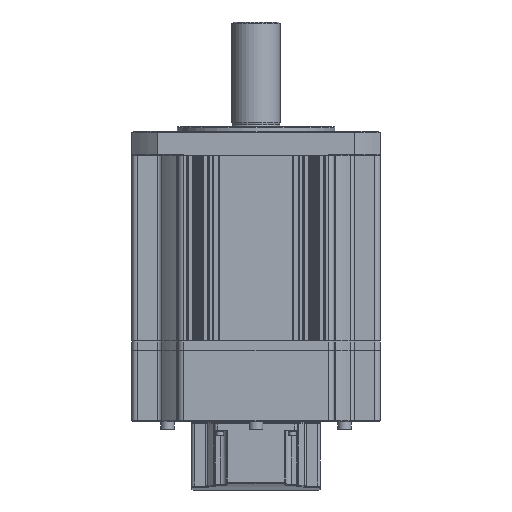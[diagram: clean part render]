
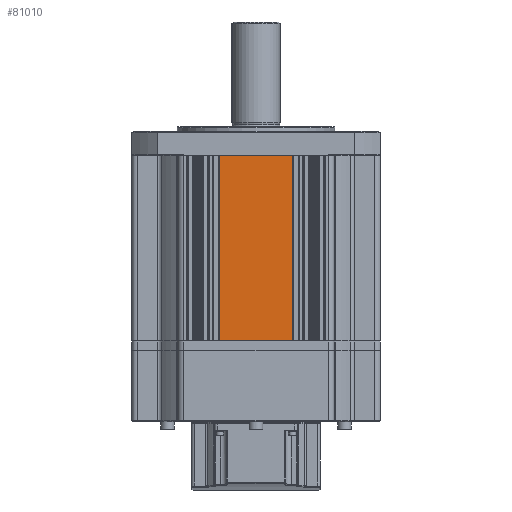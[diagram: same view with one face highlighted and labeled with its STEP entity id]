
A CAD part, front view. The second image highlights one B-rep face of the part: STEP entity #81010.
In plain terms, the highlighted planar face has unit normal (0, -1, 0).
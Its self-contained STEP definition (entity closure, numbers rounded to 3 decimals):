
#42887 = FACE_OUTER_BOUND ( 'NONE', #50731, .T. ) ;
#42957 = DIRECTION ( 'NONE',  ( -1., 0., 0. ) ) ;
#43000 = CARTESIAN_POINT ( 'NONE',  ( 26.5, -90., 0. ) ) ;
#43014 = DIRECTION ( 'NONE',  ( 0., 1., 0. ) ) ;
#43029 = PLANE ( 'NONE',  #71383 ) ;
#50731 = EDGE_LOOP ( 'NONE', ( #106730, #106722, #106697, #106678 ) ) ;
#52387 = VECTOR ( 'NONE', #54944, 1000. ) ;
#54943 = LINE ( 'NONE', #54964, #52387 ) ;
#54944 = DIRECTION ( 'NONE',  ( 1., 0., 0. ) ) ;
#54964 = CARTESIAN_POINT ( 'NONE',  ( 0., -90., 0. ) ) ;
#71383 = AXIS2_PLACEMENT_3D ( 'NONE', #43000, #43014, #42957 ) ;
#77098 = EDGE_CURVE ( 'NONE', #112363, #111703, #115891, .T. ) ;
#77104 = EDGE_CURVE ( 'NONE', #111703, #112727, #115819, .T. ) ;
#77126 = EDGE_CURVE ( 'NONE', #112355, #112727, #115965, .T. ) ;
#81010 = ADVANCED_FACE ( 'NONE', ( #42887 ), #43029, .F. ) ;
#82573 = CARTESIAN_POINT ( 'NONE',  ( 26.5, -90., 0. ) ) ;
#82603 = CARTESIAN_POINT ( 'NONE',  ( -26.5, -90., 0. ) ) ;
#83435 = CARTESIAN_POINT ( 'NONE',  ( 26.5, -90., -134. ) ) ;
#95196 = VECTOR ( 'NONE', #115978, 1000. ) ;
#95203 = VECTOR ( 'NONE', #115825, 1000. ) ;
#95212 = VECTOR ( 'NONE', #115808, 1000. ) ;
#99403 = CARTESIAN_POINT ( 'NONE',  ( -26.5, -90., -134. ) ) ;
#106678 = ORIENTED_EDGE ( 'NONE', *, *, #77098, .T. ) ;
#106697 = ORIENTED_EDGE ( 'NONE', *, *, #114846, .F. ) ;
#106722 = ORIENTED_EDGE ( 'NONE', *, *, #77126, .F. ) ;
#106730 = ORIENTED_EDGE ( 'NONE', *, *, #77104, .T. ) ;
#111703 = VERTEX_POINT ( 'NONE', #99403 ) ;
#112355 = VERTEX_POINT ( 'NONE', #82573 ) ;
#112363 = VERTEX_POINT ( 'NONE', #82603 ) ;
#112727 = VERTEX_POINT ( 'NONE', #83435 ) ;
#114846 = EDGE_CURVE ( 'NONE', #112363, #112355, #54943, .T. ) ;
#115808 = DIRECTION ( 'NONE',  ( 0., 0., -1. ) ) ;
#115819 = LINE ( 'NONE', #115824, #95203 ) ;
#115824 = CARTESIAN_POINT ( 'NONE',  ( 26.5, -90., -134. ) ) ;
#115825 = DIRECTION ( 'NONE',  ( 1., 0., 0. ) ) ;
#115835 = CARTESIAN_POINT ( 'NONE',  ( -26.5, -90., 0. ) ) ;
#115891 = LINE ( 'NONE', #115835, #95212 ) ;
#115965 = LINE ( 'NONE', #115984, #95196 ) ;
#115978 = DIRECTION ( 'NONE',  ( 0., 0., -1. ) ) ;
#115984 = CARTESIAN_POINT ( 'NONE',  ( 26.5, -90., 0. ) ) ;
